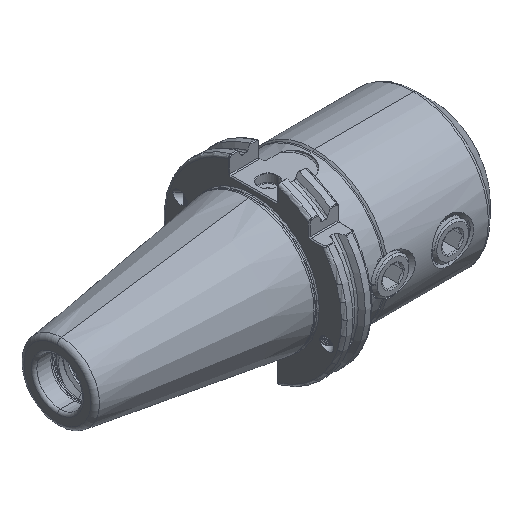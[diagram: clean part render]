
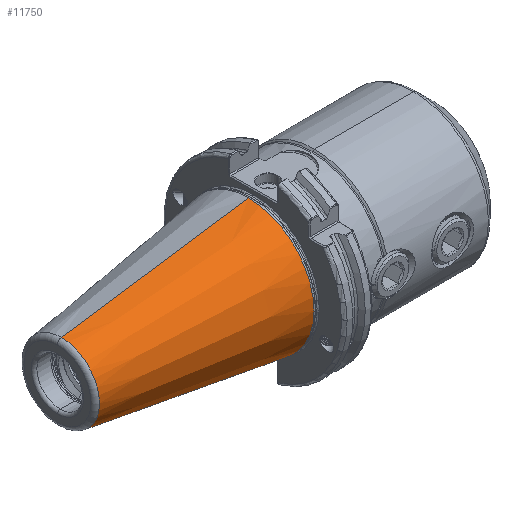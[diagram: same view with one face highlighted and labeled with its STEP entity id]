
A CAD part, isometric view. The second image highlights one B-rep face of the part: STEP entity #11750.
In plain terms, the highlighted conical face has half-angle 8.297 degrees and reference radius 35.392 mm.
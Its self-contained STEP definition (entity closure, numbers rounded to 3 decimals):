
#2396 = CIRCLE ( 'NONE', #22438, 35.027 ) ;
#2970 = VECTOR ( 'NONE', #36162, 1000. ) ;
#2973 = LINE ( 'NONE', #36388, #2983 ) ;
#2983 = VECTOR ( 'NONE', #36570, 1000. ) ;
#2984 = LINE ( 'NONE', #36119, #2970 ) ;
#4097 = CARTESIAN_POINT ( 'NONE',  ( -102.811, 0., 20.399 ) ) ;
#4104 = CARTESIAN_POINT ( 'NONE',  ( -102.811, 0., -20.399 ) ) ;
#4126 = CARTESIAN_POINT ( 'NONE',  ( -2.5, 0., -35.027 ) ) ;
#4142 = CARTESIAN_POINT ( 'NONE',  ( -2.5, 0., 35.027 ) ) ;
#4151 = CARTESIAN_POINT ( 'NONE',  ( -2.5, -35.027, 0. ) ) ;
#4793 = CARTESIAN_POINT ( 'NONE',  ( -102.811, 0., 0. ) ) ;
#4794 = DIRECTION ( 'NONE',  ( 1., 0., 0. ) ) ;
#4809 = DIRECTION ( 'NONE',  ( 0., 0., 1. ) ) ;
#8031 = CIRCLE ( 'NONE', #22455, 35.027 ) ;
#8098 = CIRCLE ( 'NONE', #22517, 20.399 ) ;
#8825 = DIRECTION ( 'NONE',  ( 1., 0., 0. ) ) ;
#8827 = DIRECTION ( 'NONE',  ( 0., 1., 0. ) ) ;
#8853 = CARTESIAN_POINT ( 'NONE',  ( -2.5, 0., 0. ) ) ;
#9475 = DIRECTION ( 'NONE',  ( 0., 0., -1. ) ) ;
#9511 = DIRECTION ( 'NONE',  ( 1., 0., 0. ) ) ;
#9542 = CARTESIAN_POINT ( 'NONE',  ( 0., 0., 0. ) ) ;
#11750 = ADVANCED_FACE ( 'NONE', ( #23056 ), #23077, .T. ) ;
#15156 = ORIENTED_EDGE ( 'NONE', *, *, #26147, .T. ) ;
#15168 = ORIENTED_EDGE ( 'NONE', *, *, #22373, .F. ) ;
#15180 = ORIENTED_EDGE ( 'NONE', *, *, #26062, .F. ) ;
#15182 = ORIENTED_EDGE ( 'NONE', *, *, #22255, .F. ) ;
#15197 = ORIENTED_EDGE ( 'NONE', *, *, #22236, .T. ) ;
#16175 = EDGE_LOOP ( 'NONE', ( #15182, #15156, #15197, #15180, #15168 ) ) ;
#20082 = DIRECTION ( 'NONE',  ( 0., 1., 0. ) ) ;
#20095 = CARTESIAN_POINT ( 'NONE',  ( -2.5, 0., 0. ) ) ;
#20121 = DIRECTION ( 'NONE',  ( 1., 0., 0. ) ) ;
#22236 = EDGE_CURVE ( 'NONE', #35231, #35271, #2984, .T. ) ;
#22255 = EDGE_CURVE ( 'NONE', #35217, #35258, #2973, .T. ) ;
#22373 = EDGE_CURVE ( 'NONE', #35258, #35251, #2396, .T. ) ;
#22438 = AXIS2_PLACEMENT_3D ( 'NONE', #20095, #20121, #20082 ) ;
#22455 = AXIS2_PLACEMENT_3D ( 'NONE', #8853, #8825, #8827 ) ;
#22517 = AXIS2_PLACEMENT_3D ( 'NONE', #4793, #4794, #4809 ) ;
#23056 = FACE_OUTER_BOUND ( 'NONE', #16175, .T. ) ;
#23077 = CONICAL_SURFACE ( 'NONE', #24501, 35.392, 0.145 ) ;
#24501 = AXIS2_PLACEMENT_3D ( 'NONE', #9542, #9511, #9475 ) ;
#26062 = EDGE_CURVE ( 'NONE', #35251, #35271, #8031, .T. ) ;
#26147 = EDGE_CURVE ( 'NONE', #35217, #35231, #8098, .T. ) ;
#35217 = VERTEX_POINT ( 'NONE', #4097 ) ;
#35231 = VERTEX_POINT ( 'NONE', #4104 ) ;
#35251 = VERTEX_POINT ( 'NONE', #4151 ) ;
#35258 = VERTEX_POINT ( 'NONE', #4142 ) ;
#35271 = VERTEX_POINT ( 'NONE', #4126 ) ;
#36119 = CARTESIAN_POINT ( 'NONE',  ( 0., 0., -35.392 ) ) ;
#36162 = DIRECTION ( 'NONE',  ( 0.99, 0., -0.144 ) ) ;
#36388 = CARTESIAN_POINT ( 'NONE',  ( 0., 0., 35.392 ) ) ;
#36570 = DIRECTION ( 'NONE',  ( 0.99, 0., 0.144 ) ) ;
